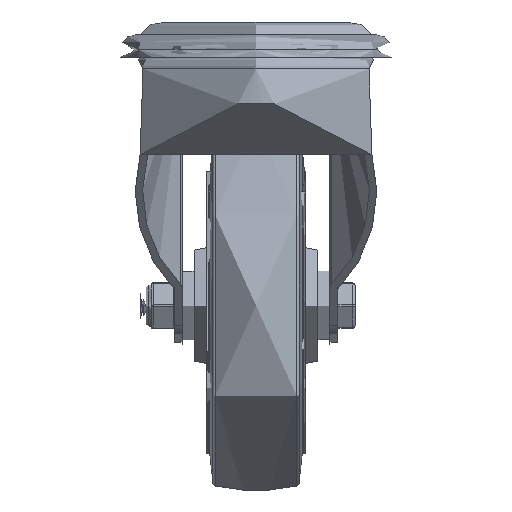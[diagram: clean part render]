
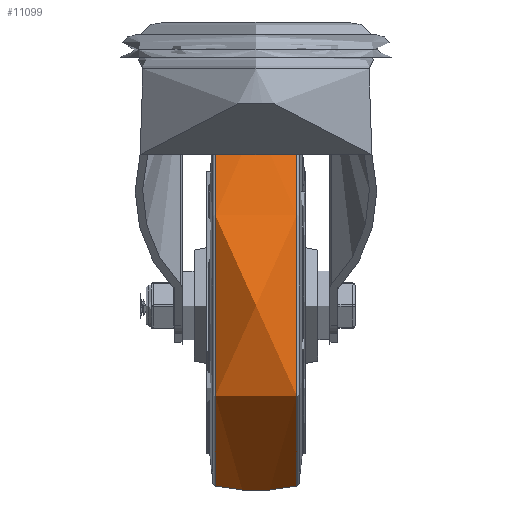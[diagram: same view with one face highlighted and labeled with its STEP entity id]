
A CAD part, left-side view. The second image highlights one B-rep face of the part: STEP entity #11099.
In plain terms, the highlighted free-form (B-spline) face has degree [2, 2] with [3, 9] control points.
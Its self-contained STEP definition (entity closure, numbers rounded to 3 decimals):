
#193=(
BOUNDED_SURFACE()
B_SPLINE_SURFACE(2,2,((#19862,#19863,#19864,#19865,#19866,#19867,#19868,
#19869,#19870),(#19871,#19872,#19873,#19874,#19875,#19876,#19877,#19878,
#19879),(#19880,#19881,#19882,#19883,#19884,#19885,#19886,#19887,#19888)),
 .UNSPECIFIED.,.F.,.T.,.F.)
B_SPLINE_SURFACE_WITH_KNOTS((3,3),(3,2,2,2,3),(-0.215,0.215),
(-3.142,-1.571,0.,1.571,3.142),
 .UNSPECIFIED.)
GEOMETRIC_REPRESENTATION_ITEM()
RATIONAL_B_SPLINE_SURFACE(((1.,0.707,1.,0.707,1.,
0.707,1.,0.707,1.),(0.977,0.691,
0.977,0.691,0.977,0.691,
0.977,0.691,0.977),(1.,0.707,
1.,0.707,1.,0.707,1.,0.707,1.)))
REPRESENTATION_ITEM('')
SURFACE()
);
#1454=FACE_OUTER_BOUND('',#2146,.T.);
#2146=EDGE_LOOP('',(#9181,#9182,#9183,#9184));
#4363=CIRCLE('',#12270,73.221);
#4364=CIRCLE('',#12271,77.563);
#4365=CIRCLE('',#12272,73.221);
#5220=VERTEX_POINT('',#19859);
#5221=VERTEX_POINT('',#19889);
#6602=EDGE_CURVE('',#5220,#5220,#4363,.T.);
#6603=EDGE_CURVE('',#5220,#5221,#4364,.T.);
#6604=EDGE_CURVE('',#5221,#5221,#4365,.T.);
#9181=ORIENTED_EDGE('',*,*,#6602,.F.);
#9182=ORIENTED_EDGE('',*,*,#6603,.T.);
#9183=ORIENTED_EDGE('',*,*,#6604,.T.);
#9184=ORIENTED_EDGE('',*,*,#6603,.F.);
#11099=ADVANCED_FACE('',(#1454),#193,.F.);
#12270=AXIS2_PLACEMENT_3D('',#19861,#14695,#14696);
#12271=AXIS2_PLACEMENT_3D('',#19890,#14697,#14698);
#12272=AXIS2_PLACEMENT_3D('',#19891,#14699,#14700);
#14695=DIRECTION('center_axis',(-1.,0.,0.));
#14696=DIRECTION('ref_axis',(0.,0.,1.));
#14697=DIRECTION('center_axis',(0.,-1.,0.));
#14698=DIRECTION('ref_axis',(0.,0.,-1.));
#14699=DIRECTION('center_axis',(-1.,0.,0.));
#14700=DIRECTION('ref_axis',(0.,0.,1.));
#19859=CARTESIAN_POINT('',(-16.516,0.,-73.221));
#19861=CARTESIAN_POINT('Origin',(-16.516,0.,0.));
#19862=CARTESIAN_POINT('Ctrl Pts',(16.516,0.,-73.221));
#19863=CARTESIAN_POINT('Ctrl Pts',(16.516,-73.221,-73.221));
#19864=CARTESIAN_POINT('Ctrl Pts',(16.516,-73.221,0.));
#19865=CARTESIAN_POINT('Ctrl Pts',(16.516,-73.221,73.221));
#19866=CARTESIAN_POINT('Ctrl Pts',(16.516,0.,73.221));
#19867=CARTESIAN_POINT('Ctrl Pts',(16.516,73.221,73.221));
#19868=CARTESIAN_POINT('Ctrl Pts',(16.516,73.221,0.));
#19869=CARTESIAN_POINT('Ctrl Pts',(16.516,73.221,-73.221));
#19870=CARTESIAN_POINT('Ctrl Pts',(16.516,0.,-73.221));
#19871=CARTESIAN_POINT('Ctrl Pts',(0.,0.,-76.821));
#19872=CARTESIAN_POINT('Ctrl Pts',(0.,-76.821,-76.821));
#19873=CARTESIAN_POINT('Ctrl Pts',(0.,-76.821,0.));
#19874=CARTESIAN_POINT('Ctrl Pts',(0.,-76.821,76.821));
#19875=CARTESIAN_POINT('Ctrl Pts',(0.,0.,76.821));
#19876=CARTESIAN_POINT('Ctrl Pts',(0.,76.821,76.821));
#19877=CARTESIAN_POINT('Ctrl Pts',(0.,76.821,0.));
#19878=CARTESIAN_POINT('Ctrl Pts',(0.,76.821,-76.821));
#19879=CARTESIAN_POINT('Ctrl Pts',(0.,0.,-76.821));
#19880=CARTESIAN_POINT('Ctrl Pts',(-16.516,0.,-73.221));
#19881=CARTESIAN_POINT('Ctrl Pts',(-16.516,-73.221,-73.221));
#19882=CARTESIAN_POINT('Ctrl Pts',(-16.516,-73.221,
0.));
#19883=CARTESIAN_POINT('Ctrl Pts',(-16.516,-73.221,73.221));
#19884=CARTESIAN_POINT('Ctrl Pts',(-16.516,0.,73.221));
#19885=CARTESIAN_POINT('Ctrl Pts',(-16.516,73.221,73.221));
#19886=CARTESIAN_POINT('Ctrl Pts',(-16.516,73.221,0.));
#19887=CARTESIAN_POINT('Ctrl Pts',(-16.516,73.221,-73.221));
#19888=CARTESIAN_POINT('Ctrl Pts',(-16.516,0.,-73.221));
#19889=CARTESIAN_POINT('',(16.516,0.,-73.221));
#19890=CARTESIAN_POINT('Origin',(0.,0.,2.563));
#19891=CARTESIAN_POINT('Origin',(16.516,0.,0.));
